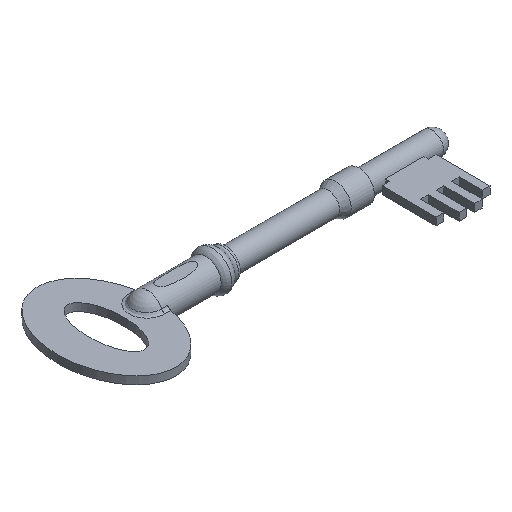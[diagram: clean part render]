
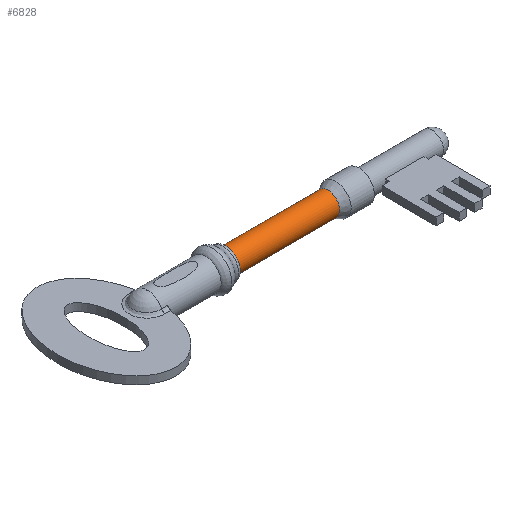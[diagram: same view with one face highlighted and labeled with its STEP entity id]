
A CAD part, isometric view. The second image highlights one B-rep face of the part: STEP entity #6828.
In plain terms, the highlighted cylindrical face has radius 0.15 mm (diameter 0.3 mm), a full revolution.
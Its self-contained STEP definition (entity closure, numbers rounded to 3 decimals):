
#6828 = ADVANCED_FACE('',(#6829),#6843,.T.);
#6829 = FACE_BOUND('',#6830,.T.);
#6830 = EDGE_LOOP('',(#6831,#6861,#6876,#6877));
#6831 = ORIENTED_EDGE('',*,*,#6832,.T.);
#6832 = EDGE_CURVE('',#6833,#6835,#6837,.T.);
#6833 = VERTEX_POINT('',#6834);
#6834 = CARTESIAN_POINT('',(2.19,0.,0.15));
#6835 = VERTEX_POINT('',#6836);
#6836 = CARTESIAN_POINT('',(3.5,0.,0.15));
#6837 = SEAM_CURVE('',#6838,(#6842,#6854),.PCURVE_S1.);
#6838 = LINE('',#6839,#6840);
#6839 = CARTESIAN_POINT('',(1.8,0.,0.15));
#6840 = VECTOR('',#6841,1.);
#6841 = DIRECTION('',(1.,0.,0.));
#6842 = PCURVE('',#6843,#6848);
#6843 = CYLINDRICAL_SURFACE('',#6844,0.15);
#6844 = AXIS2_PLACEMENT_3D('',#6845,#6846,#6847);
#6845 = CARTESIAN_POINT('',(1.8,0.,0.));
#6846 = DIRECTION('',(1.,0.,0.));
#6847 = DIRECTION('',(-0.,0.,1.));
#6848 = DEFINITIONAL_REPRESENTATION('',(#6849),#6853);
#6849 = LINE('',#6850,#6851);
#6850 = CARTESIAN_POINT('',(6.283,-0.));
#6851 = VECTOR('',#6852,1.);
#6852 = DIRECTION('',(0.,1.));
#6853 = ( GEOMETRIC_REPRESENTATION_CONTEXT(2) 
PARAMETRIC_REPRESENTATION_CONTEXT() REPRESENTATION_CONTEXT('2D SPACE',''
  ) );
#6854 = PCURVE('',#6843,#6855);
#6855 = DEFINITIONAL_REPRESENTATION('',(#6856),#6860);
#6856 = LINE('',#6857,#6858);
#6857 = CARTESIAN_POINT('',(0.,-0.));
#6858 = VECTOR('',#6859,1.);
#6859 = DIRECTION('',(0.,1.));
#6860 = ( GEOMETRIC_REPRESENTATION_CONTEXT(2) 
PARAMETRIC_REPRESENTATION_CONTEXT() REPRESENTATION_CONTEXT('2D SPACE',''
  ) );
#6861 = ORIENTED_EDGE('',*,*,#6862,.F.);
#6862 = EDGE_CURVE('',#6835,#6835,#6863,.T.);
#6863 = SURFACE_CURVE('',#6864,(#6869),.PCURVE_S1.);
#6864 = CIRCLE('',#6865,0.15);
#6865 = AXIS2_PLACEMENT_3D('',#6866,#6867,#6868);
#6866 = CARTESIAN_POINT('',(3.5,0.,0.));
#6867 = DIRECTION('',(1.,0.,0.));
#6868 = DIRECTION('',(-0.,0.,1.));
#6869 = PCURVE('',#6843,#6870);
#6870 = DEFINITIONAL_REPRESENTATION('',(#6871),#6875);
#6871 = LINE('',#6872,#6873);
#6872 = CARTESIAN_POINT('',(0.,1.7));
#6873 = VECTOR('',#6874,1.);
#6874 = DIRECTION('',(1.,0.));
#6875 = ( GEOMETRIC_REPRESENTATION_CONTEXT(2) 
PARAMETRIC_REPRESENTATION_CONTEXT() REPRESENTATION_CONTEXT('2D SPACE',''
  ) );
#6876 = ORIENTED_EDGE('',*,*,#6832,.F.);
#6877 = ORIENTED_EDGE('',*,*,#6878,.F.);
#6878 = EDGE_CURVE('',#6833,#6833,#6879,.T.);
#6879 = SURFACE_CURVE('',#6880,(#6919),.PCURVE_S1.);
#6880 = B_SPLINE_CURVE_WITH_KNOTS('',7,(#6881,#6882,#6883,#6884,#6885,
    #6886,#6887,#6888,#6889,#6890,#6891,#6892,#6893,#6894,#6895,#6896,
    #6897,#6898,#6899,#6900,#6901,#6902,#6903,#6904,#6905,#6906,#6907,
    #6908,#6909,#6910,#6911,#6912,#6913,#6914,#6915,#6916,#6917,#6918),
  .UNSPECIFIED.,.T.,.F.,(8,6,6,6,6,6,8),(0.,0.16,
    0.33,0.49,0.66,0.83,1.),
  .UNSPECIFIED.);
#6881 = CARTESIAN_POINT('',(2.19,0.,0.15));
#6882 = CARTESIAN_POINT('',(2.19,0.022,0.15)
  );
#6883 = CARTESIAN_POINT('',(2.19,0.043,0.146));
#6884 = CARTESIAN_POINT('',(2.19,0.064,0.139)
  );
#6885 = CARTESIAN_POINT('',(2.19,0.083,0.129)
  );
#6886 = CARTESIAN_POINT('',(2.19,0.101,0.115));
#6887 = CARTESIAN_POINT('',(2.19,0.115,0.099)
  );
#6888 = CARTESIAN_POINT('',(2.19,0.139,0.061)
  );
#6889 = CARTESIAN_POINT('',(2.19,0.148,0.04)
  );
#6890 = CARTESIAN_POINT('',(2.19,0.153,0.017));
#6891 = CARTESIAN_POINT('',(2.19,0.153,-0.007)
  );
#6892 = CARTESIAN_POINT('',(2.19,0.15,-0.03)
  );
#6893 = CARTESIAN_POINT('',(2.19,0.142,-0.052)
  );
#6894 = CARTESIAN_POINT('',(2.19,0.121,-0.091)
  );
#6895 = CARTESIAN_POINT('',(2.19,0.108,-0.108));
#6896 = CARTESIAN_POINT('',(2.19,0.091,-0.123)
  );
#6897 = CARTESIAN_POINT('',(2.19,0.073,-0.135));
#6898 = CARTESIAN_POINT('',(2.19,0.052,-0.143)
  );
#6899 = CARTESIAN_POINT('',(2.19,0.031,-0.148)
  );
#6900 = CARTESIAN_POINT('',(2.19,-0.013,-0.151)
  );
#6901 = CARTESIAN_POINT('',(2.19,-0.037,-0.149
    ));
#6902 = CARTESIAN_POINT('',(2.19,-0.059,-0.142)
  );
#6903 = CARTESIAN_POINT('',(2.19,-0.08,-0.131
    ));
#6904 = CARTESIAN_POINT('',(2.19,-0.099,-0.117
    ));
#6905 = CARTESIAN_POINT('',(2.19,-0.114,-0.1
    ));
#6906 = CARTESIAN_POINT('',(2.19,-0.139,-0.061
    ));
#6907 = CARTESIAN_POINT('',(2.19,-0.148,-0.04
    ));
#6908 = CARTESIAN_POINT('',(2.19,-0.153,-0.017
    ));
#6909 = CARTESIAN_POINT('',(2.19,-0.153,0.007)
  );
#6910 = CARTESIAN_POINT('',(2.19,-0.15,0.03)
  );
#6911 = CARTESIAN_POINT('',(2.19,-0.142,0.052)
  );
#6912 = CARTESIAN_POINT('',(2.19,-0.12,0.092)
  );
#6913 = CARTESIAN_POINT('',(2.19,-0.106,0.11));
#6914 = CARTESIAN_POINT('',(2.19,-0.088,0.126)
  );
#6915 = CARTESIAN_POINT('',(2.19,-0.068,0.138)
  );
#6916 = CARTESIAN_POINT('',(2.19,-0.046,0.146)
  );
#6917 = CARTESIAN_POINT('',(2.19,-0.023,0.15)
  );
#6918 = CARTESIAN_POINT('',(2.19,0.,0.15));
#6919 = PCURVE('',#6843,#6920);
#6920 = DEFINITIONAL_REPRESENTATION('',(#6921),#6960);
#6921 = B_SPLINE_CURVE_WITH_KNOTS('',7,(#6922,#6923,#6924,#6925,#6926,
    #6927,#6928,#6929,#6930,#6931,#6932,#6933,#6934,#6935,#6936,#6937,
    #6938,#6939,#6940,#6941,#6942,#6943,#6944,#6945,#6946,#6947,#6948,
    #6949,#6950,#6951,#6952,#6953,#6954,#6955,#6956,#6957,#6958,#6959),
  .UNSPECIFIED.,.F.,.F.,(8,6,6,6,6,6,8),(0.,0.16,
    0.33,0.49,0.66,0.83,1.),
  .UNSPECIFIED.);
#6922 = CARTESIAN_POINT('',(6.283,0.39));
#6923 = CARTESIAN_POINT('',(6.14,0.39));
#6924 = CARTESIAN_POINT('',(5.996,0.39));
#6925 = CARTESIAN_POINT('',(5.852,0.39));
#6926 = CARTESIAN_POINT('',(5.709,0.39));
#6927 = CARTESIAN_POINT('',(5.565,0.39));
#6928 = CARTESIAN_POINT('',(5.421,0.39));
#6929 = CARTESIAN_POINT('',(5.125,0.39));
#6930 = CARTESIAN_POINT('',(4.973,0.39));
#6931 = CARTESIAN_POINT('',(4.82,0.39));
#6932 = CARTESIAN_POINT('',(4.668,0.39));
#6933 = CARTESIAN_POINT('',(4.515,0.39));
#6934 = CARTESIAN_POINT('',(4.362,0.39));
#6935 = CARTESIAN_POINT('',(4.066,0.39));
#6936 = CARTESIAN_POINT('',(3.922,0.39));
#6937 = CARTESIAN_POINT('',(3.779,0.39));
#6938 = CARTESIAN_POINT('',(3.635,0.39));
#6939 = CARTESIAN_POINT('',(3.492,0.39));
#6940 = CARTESIAN_POINT('',(3.348,0.39));
#6941 = CARTESIAN_POINT('',(3.052,0.39));
#6942 = CARTESIAN_POINT('',(2.899,0.39));
#6943 = CARTESIAN_POINT('',(2.747,0.39));
#6944 = CARTESIAN_POINT('',(2.594,0.39));
#6945 = CARTESIAN_POINT('',(2.442,0.39));
#6946 = CARTESIAN_POINT('',(2.289,0.39));
#6947 = CARTESIAN_POINT('',(1.984,0.39));
#6948 = CARTESIAN_POINT('',(1.831,0.39));
#6949 = CARTESIAN_POINT('',(1.678,0.39));
#6950 = CARTESIAN_POINT('',(1.526,0.39));
#6951 = CARTESIAN_POINT('',(1.373,0.39));
#6952 = CARTESIAN_POINT('',(1.221,0.39));
#6953 = CARTESIAN_POINT('',(0.916,0.39));
#6954 = CARTESIAN_POINT('',(0.763,0.39));
#6955 = CARTESIAN_POINT('',(0.61,0.39));
#6956 = CARTESIAN_POINT('',(0.458,0.39));
#6957 = CARTESIAN_POINT('',(0.305,0.39));
#6958 = CARTESIAN_POINT('',(0.152,0.39));
#6959 = CARTESIAN_POINT('',(0.,0.39));
#6960 = ( GEOMETRIC_REPRESENTATION_CONTEXT(2) 
PARAMETRIC_REPRESENTATION_CONTEXT() REPRESENTATION_CONTEXT('2D SPACE',''
  ) );
